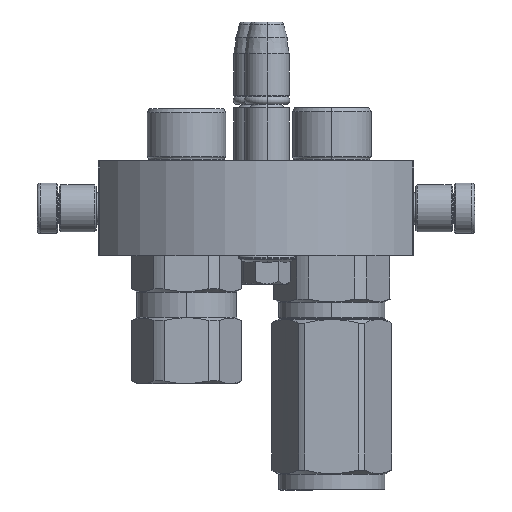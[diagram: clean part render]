
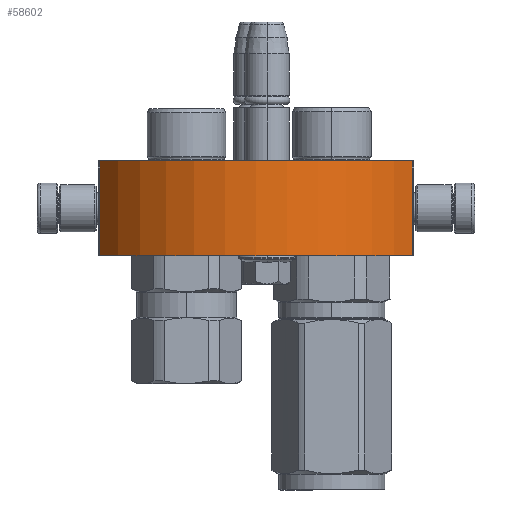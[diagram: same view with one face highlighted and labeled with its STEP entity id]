
A CAD part, left-side view. The second image highlights one B-rep face of the part: STEP entity #58602.
In plain terms, the highlighted cylindrical face has radius 57.25 mm (diameter 114.5 mm), a partial arc.
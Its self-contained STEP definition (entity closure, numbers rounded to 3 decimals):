
#3866 = ORIENTED_EDGE ( 'NONE', *, *, #8949, .T. ) ;
#4242 = VERTEX_POINT ( 'NONE', #43937 ) ;
#7360 = DIRECTION ( 'NONE',  ( 0., 1., 0. ) ) ;
#7400 = DIRECTION ( 'NONE',  ( 1., 0., 0. ) ) ;
#7957 = CARTESIAN_POINT ( 'NONE',  ( -49.5, 0., -28.763 ) ) ;
#8949 = EDGE_CURVE ( 'NONE', #43564, #53775, #68336, .T. ) ;
#13021 = CARTESIAN_POINT ( 'NONE',  ( 49.5, 30., -28.763 ) ) ;
#14144 = DIRECTION ( 'NONE',  ( 0., 1., 0. ) ) ;
#16922 = EDGE_CURVE ( 'NONE', #4242, #64681, #46445, .T. ) ;
#22224 = EDGE_CURVE ( 'NONE', #64681, #53775, #45417, .T. ) ;
#24341 = CARTESIAN_POINT ( 'NONE',  ( -49.5, 0., -28.763 ) ) ;
#24369 = DIRECTION ( 'NONE',  ( 0.865, 0., -0.502 ) ) ;
#24828 = EDGE_LOOP ( 'NONE', ( #31029, #49904, #46351, #3866 ) ) ;
#27127 = VECTOR ( 'NONE', #14144, 1000. ) ;
#31029 = ORIENTED_EDGE ( 'NONE', *, *, #22224, .F. ) ;
#31457 = EDGE_CURVE ( 'NONE', #4242, #43564, #42546, .T. ) ;
#34587 = AXIS2_PLACEMENT_3D ( 'NONE', #45490, #7360, #24369 ) ;
#36403 = DIRECTION ( 'NONE',  ( 0., 1., 0. ) ) ;
#36876 = CARTESIAN_POINT ( 'NONE',  ( 49.5, 0., -28.763 ) ) ;
#37512 = FACE_OUTER_BOUND ( 'NONE', #24828, .T. ) ;
#38415 = AXIS2_PLACEMENT_3D ( 'NONE', #52803, #51892, #68626 ) ;
#40357 = CARTESIAN_POINT ( 'NONE',  ( 0., 0., 0. ) ) ;
#40984 = CARTESIAN_POINT ( 'NONE',  ( -49.5, 30., -28.763 ) ) ;
#42546 = CIRCLE ( 'NONE', #34587, 57.25 ) ;
#43564 = VERTEX_POINT ( 'NONE', #7957 ) ;
#43937 = CARTESIAN_POINT ( 'NONE',  ( 49.5, 0., -28.763 ) ) ;
#45417 = CIRCLE ( 'NONE', #38415, 57.25 ) ;
#45490 = CARTESIAN_POINT ( 'NONE',  ( 0., 0., 0. ) ) ;
#46351 = ORIENTED_EDGE ( 'NONE', *, *, #31457, .T. ) ;
#46445 = LINE ( 'NONE', #36876, #49775 ) ;
#49775 = VECTOR ( 'NONE', #36403, 1000. ) ;
#49904 = ORIENTED_EDGE ( 'NONE', *, *, #16922, .F. ) ;
#51256 = AXIS2_PLACEMENT_3D ( 'NONE', #40357, #67424, #7400 ) ;
#51892 = DIRECTION ( 'NONE',  ( 0., 1., 0. ) ) ;
#52803 = CARTESIAN_POINT ( 'NONE',  ( 0., 30., 0. ) ) ;
#53775 = VERTEX_POINT ( 'NONE', #40984 ) ;
#58602 = ADVANCED_FACE ( 'NONE', ( #37512 ), #60292, .T. ) ;
#60292 = CYLINDRICAL_SURFACE ( 'NONE', #51256, 57.25 ) ;
#64681 = VERTEX_POINT ( 'NONE', #13021 ) ;
#67424 = DIRECTION ( 'NONE',  ( 0., -1., 0. ) ) ;
#68336 = LINE ( 'NONE', #24341, #27127 ) ;
#68626 = DIRECTION ( 'NONE',  ( 0.865, 0., -0.502 ) ) ;
